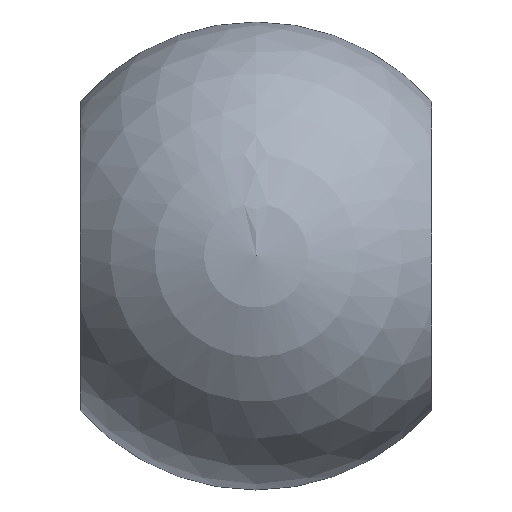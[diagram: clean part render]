
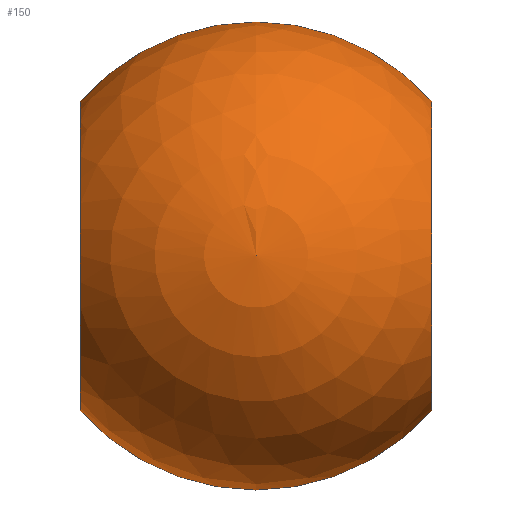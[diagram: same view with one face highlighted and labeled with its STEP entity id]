
A CAD part, top view. The second image highlights one B-rep face of the part: STEP entity #150.
In plain terms, the highlighted spherical face has radius 6 mm.
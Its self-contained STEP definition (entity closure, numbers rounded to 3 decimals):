
#1 = DIRECTION ( 'NONE',  ( 0., -1., 0. ) ) ;
#2 = CARTESIAN_POINT ( 'NONE',  ( 9., -3.969, 0. ) ) ;
#7 = EDGE_CURVE ( 'NONE', #70, #228, #102, .T. ) ;
#10 = VERTEX_POINT ( 'NONE', #149 ) ;
#11 = EDGE_LOOP ( 'NONE', ( #57, #71, #136, #147 ) ) ;
#21 = DIRECTION ( 'NONE',  ( -1., 0., 0. ) ) ;
#25 = AXIS2_PLACEMENT_3D ( 'NONE', #63, #199, #85 ) ;
#30 = CIRCLE ( 'NONE', #107, 6. ) ;
#44 = EDGE_CURVE ( 'NONE', #74, #10, #82, .T. ) ;
#49 = DIRECTION ( 'NONE',  ( 1., 0., 0. ) ) ;
#57 = ORIENTED_EDGE ( 'NONE', *, *, #44, .T. ) ;
#61 = EDGE_CURVE ( 'NONE', #10, #228, #30, .T. ) ;
#63 = CARTESIAN_POINT ( 'NONE',  ( 4.5, 0., 0. ) ) ;
#70 = VERTEX_POINT ( 'NONE', #78 ) ;
#71 = ORIENTED_EDGE ( 'NONE', *, *, #61, .T. ) ;
#74 = VERTEX_POINT ( 'NONE', #217 ) ;
#77 = DIRECTION ( 'NONE',  ( 0., 0., -1. ) ) ;
#78 = CARTESIAN_POINT ( 'NONE',  ( 9., 3.969, 0. ) ) ;
#82 = CIRCLE ( 'NONE', #185, 3.969 ) ;
#85 = DIRECTION ( 'NONE',  ( 0., 1., 0. ) ) ;
#93 = DIRECTION ( 'NONE',  ( 0., 0., 1. ) ) ;
#101 = EDGE_CURVE ( 'NONE', #74, #70, #116, .T. ) ;
#102 = CIRCLE ( 'NONE', #231, 3.969 ) ;
#107 = AXIS2_PLACEMENT_3D ( 'NONE', #132, #93, #1 ) ;
#113 = CARTESIAN_POINT ( 'NONE',  ( 0., 0., 0. ) ) ;
#114 = DIRECTION ( 'NONE',  ( 0., 0., -1. ) ) ;
#115 = SPHERICAL_SURFACE ( 'NONE', #25, 6. ) ;
#116 = CIRCLE ( 'NONE', #164, 6. ) ;
#118 = FACE_OUTER_BOUND ( 'NONE', #11, .T. ) ;
#131 = DIRECTION ( 'NONE',  ( 1., 0., 0. ) ) ;
#132 = CARTESIAN_POINT ( 'NONE',  ( 4.5, 0., 0. ) ) ;
#136 = ORIENTED_EDGE ( 'NONE', *, *, #7, .F. ) ;
#147 = ORIENTED_EDGE ( 'NONE', *, *, #101, .F. ) ;
#149 = CARTESIAN_POINT ( 'NONE',  ( 0., -3.969, 0. ) ) ;
#150 = ADVANCED_FACE ( 'NONE', ( #118 ), #115, .T. ) ;
#164 = AXIS2_PLACEMENT_3D ( 'NONE', #192, #114, #21 ) ;
#185 = AXIS2_PLACEMENT_3D ( 'NONE', #113, #49, #77 ) ;
#192 = CARTESIAN_POINT ( 'NONE',  ( 4.5, 0., 0. ) ) ;
#199 = DIRECTION ( 'NONE',  ( 0., 0., 1. ) ) ;
#211 = DIRECTION ( 'NONE',  ( 0., 0., -1. ) ) ;
#217 = CARTESIAN_POINT ( 'NONE',  ( 0., 3.969, 0. ) ) ;
#228 = VERTEX_POINT ( 'NONE', #2 ) ;
#231 = AXIS2_PLACEMENT_3D ( 'NONE', #232, #131, #211 ) ;
#232 = CARTESIAN_POINT ( 'NONE',  ( 9., 0., 0. ) ) ;
